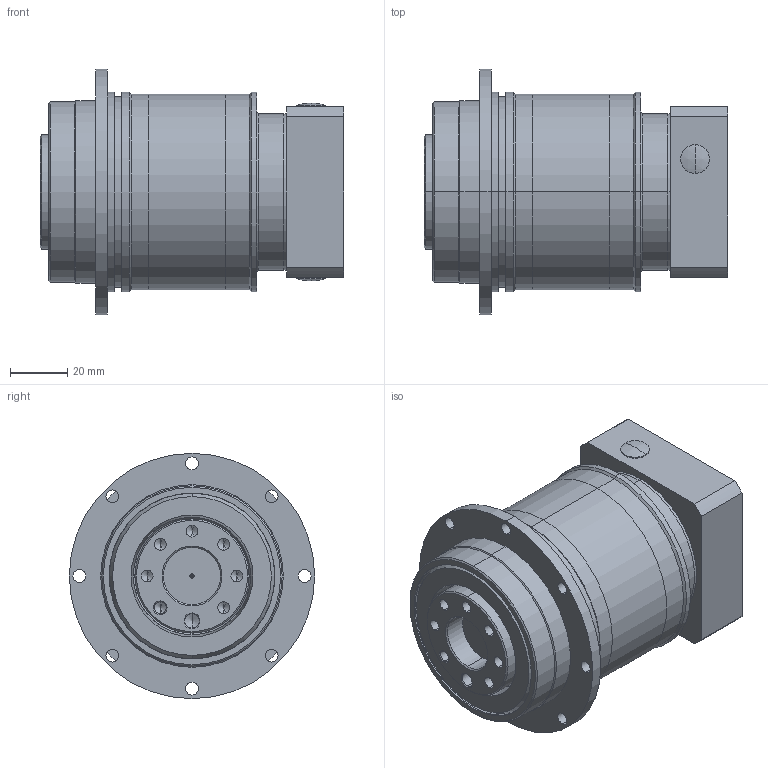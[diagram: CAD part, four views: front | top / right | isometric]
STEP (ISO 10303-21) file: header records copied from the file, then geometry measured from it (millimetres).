
FILE_DESCRIPTION (( 'STEP AP203' ), '1' );
FILE_NAME ('PGY064双段外观(入力14-50-70-M4).STEP', '2020-03-13T08:30:58', ( 'ylmfeng' ), ( 'ylmfeng.com' ), 'SwSTEP 2.0', 'SolidWorks 2014', '' );
FILE_SCHEMA (( 'CONFIG_CONTROL_DESIGN' ));
Length unit declared in the file: millimetre
Products named in the file (1): PGY064双段外观(入力14-50-70-M4)
Bounding box: 106.5 x 86 x 86 mm (x, y, z)
Volume: 333081.1 mm3; surface area: 82706.1 mm2
Topology: 17 solids, 17 shells, 520 faces, 1264 edges, 791 vertices
Faces by surface type: cylinder 194, plane 188, cone 88, torus 30, bspline 16, sphere 4
Entity records: 16001 total; most frequent: CARTESIAN_POINT 3446, DIRECTION 2768, ORIENTED_EDGE 2476, EDGE_CURVE 1238, AXIS2_PLACEMENT_3D 1103, VERTEX_POINT 791, EDGE_LOOP 625, CIRCLE 598
